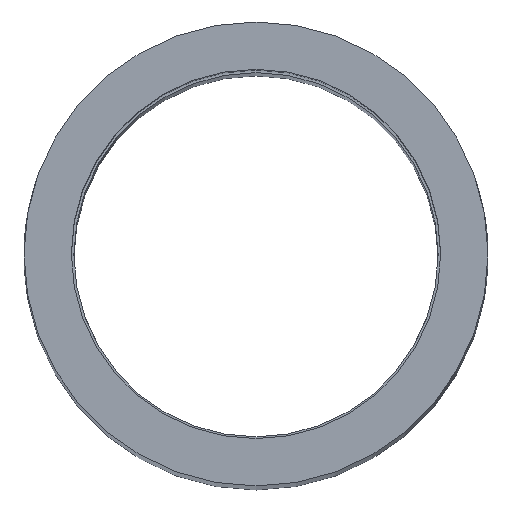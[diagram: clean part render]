
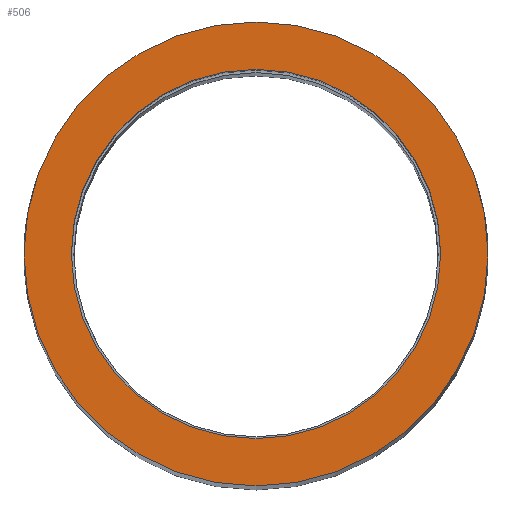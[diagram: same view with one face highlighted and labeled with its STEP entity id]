
A CAD part, top view. The second image highlights one B-rep face of the part: STEP entity #506.
In plain terms, the highlighted planar face has unit normal (0, 0, 1).
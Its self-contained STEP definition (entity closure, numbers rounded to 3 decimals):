
#390=CARTESIAN_POINT('',(7.959,0.0,100.0));
#391=VERTEX_POINT('',#390);
#392=CARTESIAN_POINT('',(0.0,0.0,100.0));
#393=DIRECTION('',(0.0,0.0,-1.0));
#394=DIRECTION('',(1.0,0.0,0.0));
#395=AXIS2_PLACEMENT_3D('',#392,#393,#394);
#396=CIRCLE('',#395,7.959);
#397=EDGE_CURVE('',#391,#391,#396,.T.);
#464=CARTESIAN_POINT('',(10.0,0.,100.0));
#465=VERTEX_POINT('',#464);
#466=CARTESIAN_POINT('',(0.0,0.0,100.0));
#467=DIRECTION('',(0.0,0.0,-1.0));
#468=DIRECTION('',(-1.0,0.0,0.0));
#469=AXIS2_PLACEMENT_3D('',#466,#467,#468);
#470=CIRCLE('',#469,10.0);
#471=EDGE_CURVE('',#465,#465,#470,.T.);
#495=CARTESIAN_POINT('',(0.0,0.0,100.0));
#496=DIRECTION('',(0.0,0.0,-1.0));
#497=DIRECTION('',(-1.0,0.0,0.0));
#498=AXIS2_PLACEMENT_3D('',#495,#496,#497);
#499=PLANE('',#498);
#500=ORIENTED_EDGE('',*,*,#471,.F.);
#501=EDGE_LOOP('',(#500));
#502=FACE_OUTER_BOUND('',#501,.T.);
#503=ORIENTED_EDGE('',*,*,#397,.T.);
#504=EDGE_LOOP('',(#503));
#505=FACE_BOUND('',#504,.T.);
#506=ADVANCED_FACE('',(#502,#505),#499,.F.);
